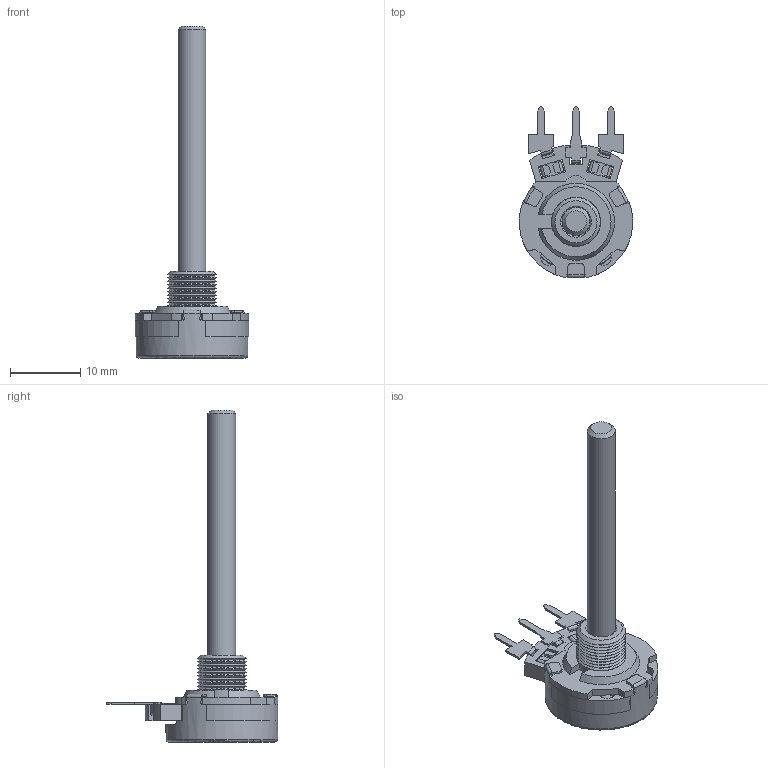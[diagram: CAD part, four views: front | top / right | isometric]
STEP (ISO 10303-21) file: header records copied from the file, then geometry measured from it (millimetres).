
FILE_DESCRIPTION (( 'STEP AP203' ), '1' );
FILE_NAME ('T16SH-M04N-TA.STEP', '2018-09-04T14:57:48', ( '' ), ( '' ), 'SwSTEP 2.0', 'SolidWorks 2018', '' );
FILE_SCHEMA (( 'CONFIG_CONTROL_DESIGN' ));
Length unit declared in the file: millimetre
Products named in the file (9): T16SH-M04N-TA-CARCASA; T16SH-M04N-TA-EJE_Predeterminada; T16SH-M04N-TA-PORTARESISTENCIA; T16SH-M04N-TA-COJINETE; T16SH-M04N-TA-RESISTENCIA; T16SH-M04N-TA; T16SH-M04N-TA-TERMINAL IZQUIERDO; T16SH-M04N-TA-TERMINAL DERECHO; T16SH-M04N-TA-COLECTOR
Assembly tree (8 placements, depth 2):
  T16SH-M04N-TA
    T16SH-M04N-TA-CARCASA
    T16SH-M04N-TA-EJE_Predeterminada
    T16SH-M04N-TA-PORTARESISTENCIA
    T16SH-M04N-TA-COJINETE
    T16SH-M04N-TA-RESISTENCIA
    T16SH-M04N-TA-TERMINAL IZQUIERDO
    T16SH-M04N-TA-TERMINAL DERECHO
    T16SH-M04N-TA-COLECTOR
Bounding box: 16.19 x 24.49 x 47.4 mm (x, y, z)
Volume: 1398.9 mm3; surface area: 3185.8 mm2
Topology: 8 solids, 8 shells, 449 faces, 1142 edges, 701 vertices
Faces by surface type: plane 330, cylinder 90, cone 22, torus 7
Full cylindrical faces by diameter (mm): 1.9 x2, 2.3 x2, 4 x2, 5.9 x1, 7 x1, 8.96 x1, 15.4 x1, 16 x1
Entity records: 14310 total; most frequent: CARTESIAN_POINT 2714, ORIENTED_EDGE 2206, DIRECTION 2184, EDGE_CURVE 1103, VECTOR 806, LINE 806, VERTEX_POINT 694, AXIS2_PLACEMENT_3D 689
